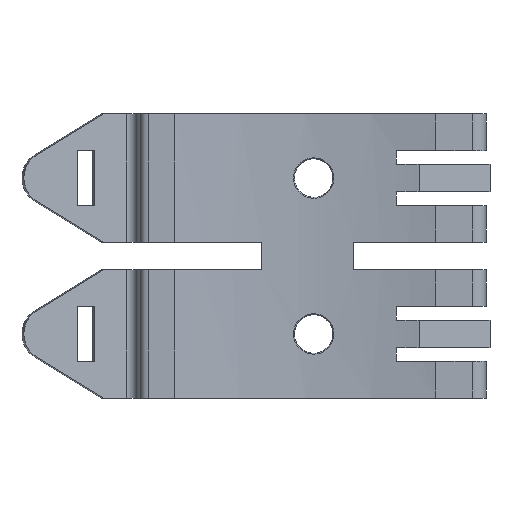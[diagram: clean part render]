
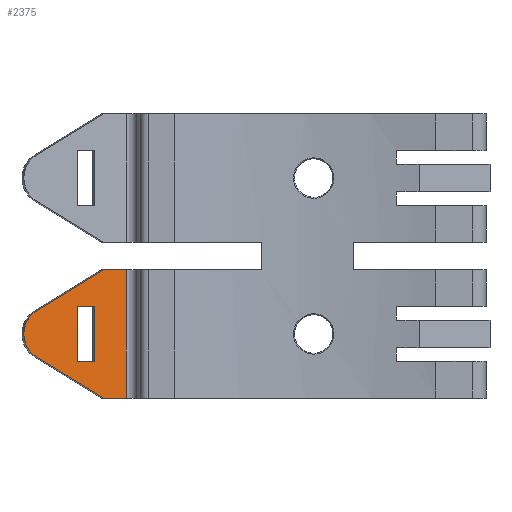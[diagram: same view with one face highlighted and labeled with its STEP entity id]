
A CAD part, front view. The second image highlights one B-rep face of the part: STEP entity #2375.
In plain terms, the highlighted planar face has unit normal (0.257, -0.966, 0).
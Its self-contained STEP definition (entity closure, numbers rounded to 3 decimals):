
#18 = LINE ( 'NONE', #861, #5202 ) ;
#45 = EDGE_CURVE ( 'NONE', #3508, #1888, #3608, .T. ) ;
#56 = ORIENTED_EDGE ( 'NONE', *, *, #5131, .T. ) ;
#81 = EDGE_CURVE ( 'NONE', #3508, #2487, #840, .T. ) ;
#101 = DIRECTION ( 'NONE',  ( 0.257, -0.966, 0. ) ) ;
#292 = VECTOR ( 'NONE', #2044, 1000. ) ;
#508 = ORIENTED_EDGE ( 'NONE', *, *, #6581, .T. ) ;
#527 = ORIENTED_EDGE ( 'NONE', *, *, #3584, .F. ) ;
#679 = VECTOR ( 'NONE', #3765, 1000. ) ;
#767 = DIRECTION ( 'NONE',  ( 0., 0., 1. ) ) ;
#832 = CARTESIAN_POINT ( 'NONE',  ( -24.302, 4.044, -13. ) ) ;
#840 = LINE ( 'NONE', #5759, #4648 ) ;
#861 = CARTESIAN_POINT ( 'NONE',  ( -24.302, 4.044, -17. ) ) ;
#879 = DIRECTION ( 'NONE',  ( 0.257, -0.966, 0. ) ) ;
#896 = LINE ( 'NONE', #2094, #2276 ) ;
#1151 = AXIS2_PLACEMENT_3D ( 'NONE', #3989, #879, #4505 ) ;
#1184 = CARTESIAN_POINT ( 'NONE',  ( -25.535, 3.715, -5.539 ) ) ;
#1281 = CIRCLE ( 'NONE', #6261, 2.908 ) ;
#1319 = DIRECTION ( 'NONE',  ( 0.831, 0.221, -0.511 ) ) ;
#1320 = ORIENTED_EDGE ( 'NONE', *, *, #5777, .T. ) ;
#1482 = CARTESIAN_POINT ( 'NONE',  ( -18.957, 5.466, -17. ) ) ;
#1605 = DIRECTION ( 'NONE',  ( 0.966, 0.257, 0. ) ) ;
#1660 = EDGE_LOOP ( 'NONE', ( #6242, #56, #508, #4545, #4581, #6443, #1320 ) ) ;
#1742 = EDGE_CURVE ( 'NONE', #1888, #6684, #1281, .T. ) ;
#1789 = CARTESIAN_POINT ( 'NONE',  ( -22.369, 4.558, -13. ) ) ;
#1853 = LINE ( 'NONE', #6477, #3252 ) ;
#1888 = VERTEX_POINT ( 'NONE', #4809 ) ;
#2044 = DIRECTION ( 'NONE',  ( 0., 0., 1. ) ) ;
#2081 = FACE_BOUND ( 'NONE', #3768, .T. ) ;
#2094 = CARTESIAN_POINT ( 'NONE',  ( -18.957, 5.466, -17. ) ) ;
#2210 = ORIENTED_EDGE ( 'NONE', *, *, #5739, .F. ) ;
#2276 = VECTOR ( 'NONE', #5727, 1000. ) ;
#2375 = ADVANCED_FACE ( 'NONE', ( #2081, #4842 ), #6150, .F. ) ;
#2380 = VERTEX_POINT ( 'NONE', #5083 ) ;
#2487 = VERTEX_POINT ( 'NONE', #4176 ) ;
#2526 = LINE ( 'NONE', #5799, #6497 ) ;
#2570 = CARTESIAN_POINT ( 'NONE',  ( -22.369, 4.558, -17. ) ) ;
#2750 = EDGE_CURVE ( 'NONE', #3534, #3032, #3548, .T. ) ;
#2806 = CARTESIAN_POINT ( 'NONE',  ( -18.957, 5.466, -17. ) ) ;
#2826 = DIRECTION ( 'NONE',  ( -0.966, -0.257, 0. ) ) ;
#3032 = VERTEX_POINT ( 'NONE', #4507 ) ;
#3052 = DIRECTION ( 'NONE',  ( -0.257, 0.966, 0. ) ) ;
#3139 = VERTEX_POINT ( 'NONE', #5595 ) ;
#3204 = CARTESIAN_POINT ( 'NONE',  ( -27.29, 3.248, -10. ) ) ;
#3252 = VECTOR ( 'NONE', #2826, 1000. ) ;
#3462 = CARTESIAN_POINT ( 'NONE',  ( -30.1, 2.5, -10. ) ) ;
#3508 = VERTEX_POINT ( 'NONE', #5416 ) ;
#3534 = VERTEX_POINT ( 'NONE', #1789 ) ;
#3548 = LINE ( 'NONE', #2570, #292 ) ;
#3550 = ORIENTED_EDGE ( 'NONE', *, *, #6210, .F. ) ;
#3584 = EDGE_CURVE ( 'NONE', #3032, #3139, #1853, .T. ) ;
#3608 = LINE ( 'NONE', #1184, #679 ) ;
#3723 = DIRECTION ( 'NONE',  ( -0.966, -0.257, 0. ) ) ;
#3765 = DIRECTION ( 'NONE',  ( -0.831, -0.221, -0.511 ) ) ;
#3768 = EDGE_LOOP ( 'NONE', ( #527, #3777, #3550, #2210 ) ) ;
#3777 = ORIENTED_EDGE ( 'NONE', *, *, #2750, .F. ) ;
#3788 = VERTEX_POINT ( 'NONE', #832 ) ;
#3989 = CARTESIAN_POINT ( 'NONE',  ( -27.29, 3.248, -10. ) ) ;
#4176 = CARTESIAN_POINT ( 'NONE',  ( -18.957, 5.466, -3. ) ) ;
#4387 = CARTESIAN_POINT ( 'NONE',  ( -18.957, 5.466, -17. ) ) ;
#4420 = CARTESIAN_POINT ( 'NONE',  ( -19.595, 5.297, -18.111 ) ) ;
#4467 = VECTOR ( 'NONE', #1319, 1000. ) ;
#4505 = DIRECTION ( 'NONE',  ( -0.966, -0.257, 0. ) ) ;
#4507 = CARTESIAN_POINT ( 'NONE',  ( -22.369, 4.558, -7. ) ) ;
#4545 = ORIENTED_EDGE ( 'NONE', *, *, #81, .F. ) ;
#4581 = ORIENTED_EDGE ( 'NONE', *, *, #45, .T. ) ;
#4648 = VECTOR ( 'NONE', #1605, 1000. ) ;
#4809 = CARTESIAN_POINT ( 'NONE',  ( -28.725, 2.866, -7.5 ) ) ;
#4842 = FACE_OUTER_BOUND ( 'NONE', #1660, .T. ) ;
#4985 = DIRECTION ( 'NONE',  ( 0., 0., -1. ) ) ;
#5033 = CIRCLE ( 'NONE', #1151, 2.908 ) ;
#5083 = CARTESIAN_POINT ( 'NONE',  ( -28.725, 2.866, -12.5 ) ) ;
#5131 = EDGE_CURVE ( 'NONE', #6358, #6526, #896, .T. ) ;
#5149 = AXIS2_PLACEMENT_3D ( 'NONE', #1482, #3052, #6675 ) ;
#5194 = LINE ( 'NONE', #4387, #6569 ) ;
#5202 = VECTOR ( 'NONE', #4985, 1000. ) ;
#5345 = CARTESIAN_POINT ( 'NONE',  ( -21.403, 4.815, -17. ) ) ;
#5416 = CARTESIAN_POINT ( 'NONE',  ( -21.403, 4.815, -3. ) ) ;
#5595 = CARTESIAN_POINT ( 'NONE',  ( -24.302, 4.044, -7. ) ) ;
#5610 = EDGE_CURVE ( 'NONE', #2380, #6358, #5693, .T. ) ;
#5693 = LINE ( 'NONE', #4420, #4467 ) ;
#5727 = DIRECTION ( 'NONE',  ( 0.966, 0.257, 0. ) ) ;
#5739 = EDGE_CURVE ( 'NONE', #3139, #3788, #18, .T. ) ;
#5759 = CARTESIAN_POINT ( 'NONE',  ( -18.957, 5.466, -3. ) ) ;
#5777 = EDGE_CURVE ( 'NONE', #6684, #2380, #5033, .T. ) ;
#5799 = CARTESIAN_POINT ( 'NONE',  ( -18.957, 5.466, -13. ) ) ;
#6150 = PLANE ( 'NONE',  #5149 ) ;
#6210 = EDGE_CURVE ( 'NONE', #3788, #3534, #2526, .T. ) ;
#6242 = ORIENTED_EDGE ( 'NONE', *, *, #5610, .T. ) ;
#6261 = AXIS2_PLACEMENT_3D ( 'NONE', #3204, #101, #3723 ) ;
#6314 = DIRECTION ( 'NONE',  ( 0.966, 0.257, 0. ) ) ;
#6358 = VERTEX_POINT ( 'NONE', #5345 ) ;
#6443 = ORIENTED_EDGE ( 'NONE', *, *, #1742, .T. ) ;
#6477 = CARTESIAN_POINT ( 'NONE',  ( -18.957, 5.466, -7. ) ) ;
#6497 = VECTOR ( 'NONE', #6314, 1000. ) ;
#6526 = VERTEX_POINT ( 'NONE', #2806 ) ;
#6569 = VECTOR ( 'NONE', #767, 1000. ) ;
#6581 = EDGE_CURVE ( 'NONE', #6526, #2487, #5194, .T. ) ;
#6675 = DIRECTION ( 'NONE',  ( -0.966, -0.257, 0. ) ) ;
#6684 = VERTEX_POINT ( 'NONE', #3462 ) ;
